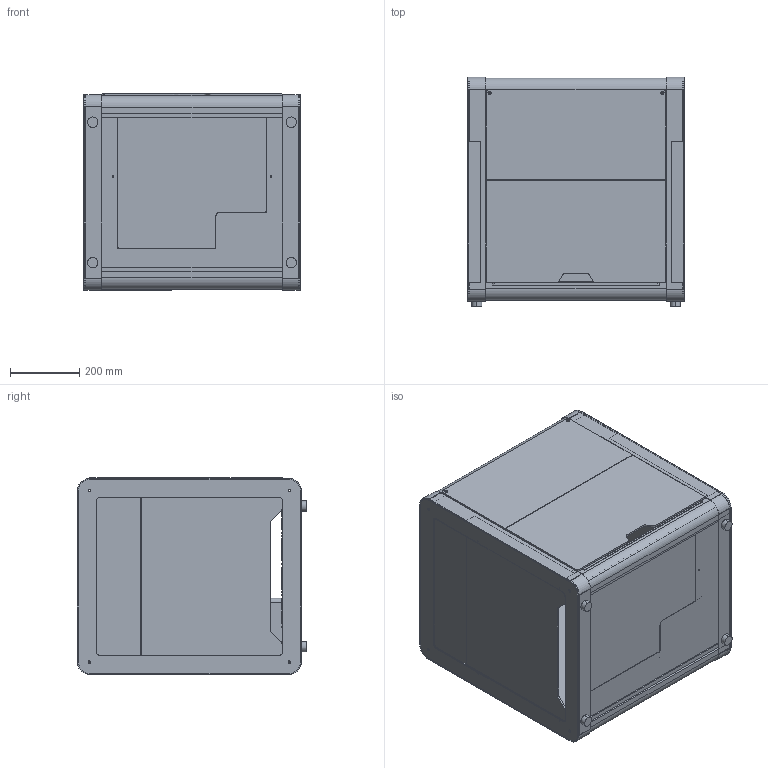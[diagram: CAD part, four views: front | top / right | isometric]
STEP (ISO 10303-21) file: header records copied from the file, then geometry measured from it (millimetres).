
FILE_DESCRIPTION (( 'STEP AP214' ), '1' );
FILE_NAME ('Stripped Down MegaModel.STEP', '2018-04-17T20:27:22', ( '' ), ( '' ), 'SwSTEP 2.0', 'SolidWorks 2016', '' );
FILE_SCHEMA (( 'AUTOMOTIVE_DESIGN' ));
Length unit declared in the file: millimetre
Products named in the file (1): Stripped Down MegaModel
Bounding box: 624.3 x 662 x 567.45 mm (x, y, z)
Volume: 25863751.6 mm3; surface area: 6442153 mm2
Topology: 26 solids, 26 shells, 1618 faces, 4288 edges, 2768 vertices
Faces by surface type: plane 871, cylinder 634, cone 100, torus 9, bspline 4
Entity records: 51088 total; most frequent: CARTESIAN_POINT 9124, DIRECTION 8563, ORIENTED_EDGE 8480, EDGE_CURVE 4240, VECTOR 2881, LINE 2881, AXIS2_PLACEMENT_3D 2841, VERTEX_POINT 2768
